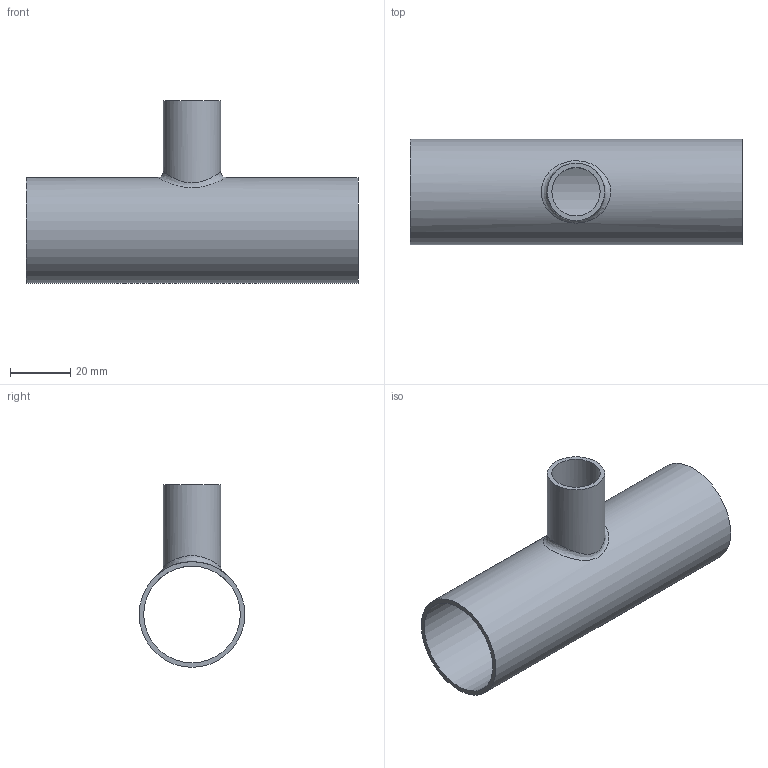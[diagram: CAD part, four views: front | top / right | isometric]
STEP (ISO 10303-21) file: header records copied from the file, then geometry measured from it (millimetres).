
FILE_DESCRIPTION((''),'2;1');
FILE_NAME('42282032X015.stp','2010-08-16T13:34:57',('thilbrands'),(''),'Autodesk Inventor 2008','Autodesk Inventor 2008','');
FILE_SCHEMA(('AUTOMOTIVE_DESIGN { 1 0 10303 214 1 1 1 1 }'));
Length unit declared in the file: millimetre
Products named in the file (1): 422820151010
Bounding box: 110 x 35 x 60.5 mm (x, y, z)
Volume: 19224.7 mm3; surface area: 26004.1 mm2
Topology: 1 solids, 1 shells, 9 faces, 18 edges, 12 vertices
Faces by surface type: cylinder 4, plane 3, bspline 2
Full cylindrical faces by diameter (mm): 16 x1, 19 x1, 32 x1, 35 x1
Entity records: 1386 total; most frequent: CARTESIAN_POINT 1196, DIRECTION 32, ORIENTED_EDGE 24, EDGE_LOOP 18, AXIS2_PLACEMENT_3D 16, EDGE_CURVE 12, VERTEX_POINT 10, FACE_OUTER_BOUND 9
